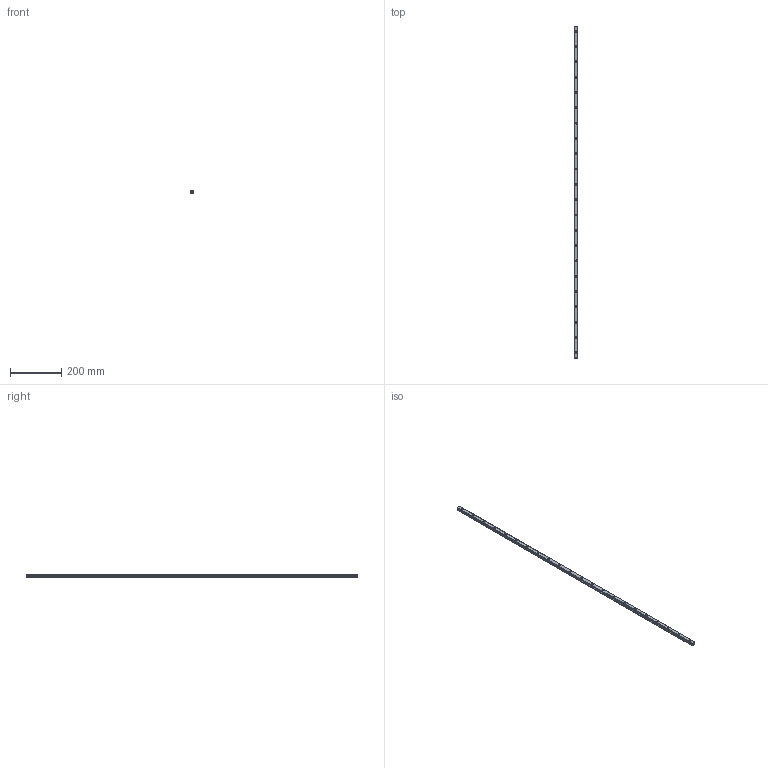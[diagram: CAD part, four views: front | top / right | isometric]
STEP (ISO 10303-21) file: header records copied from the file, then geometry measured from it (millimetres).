
FILE_DESCRIPTION(('STEP AP214'),'1');
FILE_NAME('cctmp_89734623-D3DC-46CE-965F-BBADA9B64E97_2021_02_02_13_30_27_0553..stp','2021-02-02T12:30:27',('HIWIN GmbH'),('CADClick - www.CADClick.com'),'Spatial InterOp 3D',' ','unknown authorization');
FILE_SCHEMA(('AUTOMOTIVE_DESIGN'));
Length unit declared in the file: millimetre
Products named in the file (1): EGR15U1300C_FILE
Bounding box: 15 x 1300 x 12.5 mm (x, y, z)
Volume: 206983.9 mm3; surface area: 79438.4 mm2
Topology: 1 solids, 1 shells, 323 faces, 819 edges, 546 vertices
Faces by surface type: plane 173, cylinder 150
Entity records: 12509 total; most frequent: DIRECTION 1855, CARTESIAN_POINT 1689, ORIENTED_EDGE 1638, EDGE_CURVE 819, AXIS2_PLACEMENT_3D 712, VERTEX_POINT 546, LINE 431, VECTOR 431
